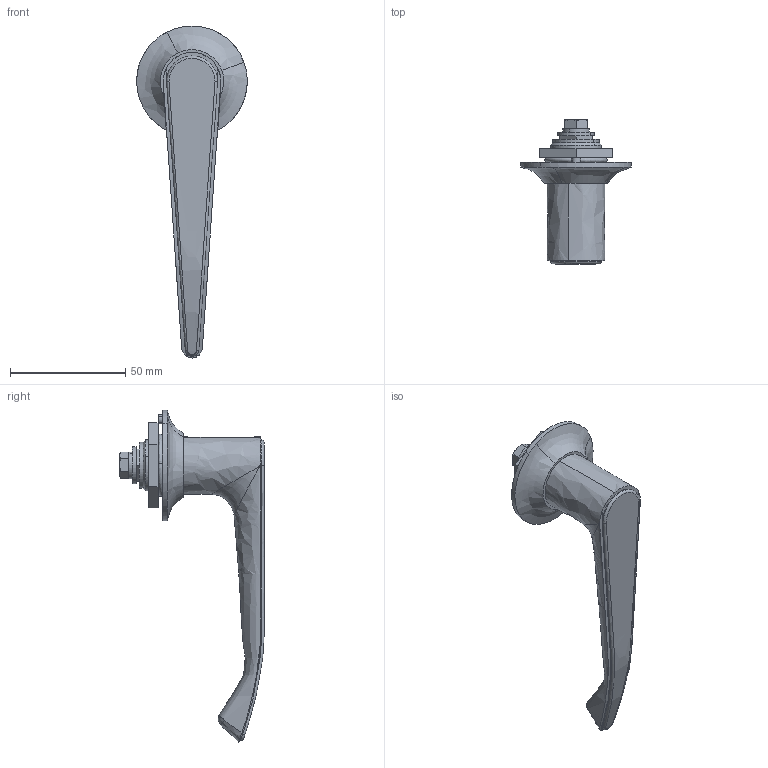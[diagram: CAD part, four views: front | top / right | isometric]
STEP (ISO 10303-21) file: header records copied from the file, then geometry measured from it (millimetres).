
FILE_DESCRIPTION((''),'2;1');
FILE_NAME('','2006-02-22T15:10:29',(''),(''),'','CADfix','');
FILE_SCHEMA(('AUTOMOTIVE_DESIGN'));
Length unit declared in the file: millimetre
Products named in the file (7): washer_B; washer_A; nut; handle; bolt; base; THA_170_1_9446_36
Assembly tree (6 placements, depth 2):
  THA_170_1_9446_36
    washer_B
    washer_A
    nut
    handle
    bolt
    base
Bounding box: 48 x 62.68 x 144 mm (x, y, z)
Volume: 48139.8 mm3; surface area: 19004.8 mm2
Topology: 6 solids, 6 shells, 200 faces, 646 edges, 462 vertices
Faces by surface type: bspline 200
Entity records: 13347 total; most frequent: CARTESIAN_POINT 9374, ORIENTED_EDGE 1292, EDGE_CURVE 646, VERTEX_POINT 462, B_SPLINE_CURVE_WITH_KNOTS 397, QUASI_UNIFORM_CURVE 249, EDGE_LOOP 216, FACE_OUTER_BOUND 200
